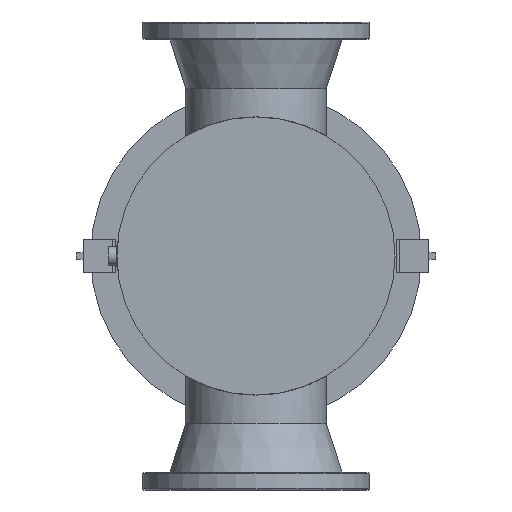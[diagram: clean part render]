
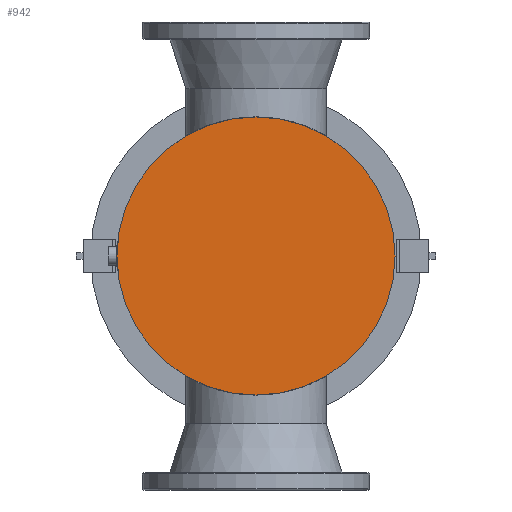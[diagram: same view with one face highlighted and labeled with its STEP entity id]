
A CAD part, front view. The second image highlights one B-rep face of the part: STEP entity #942.
In plain terms, the highlighted planar face has unit normal (0, -1, 0).
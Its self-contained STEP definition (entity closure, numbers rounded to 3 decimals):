
#542 = EDGE_CURVE ( 'NONE', #2106, #821, #2650, .T. ) ;
#821 = VERTEX_POINT ( 'NONE', #4347 ) ;
#942 = ADVANCED_FACE ( 'NONE', ( #9391 ), #4088, .F. ) ;
#1940 = DIRECTION ( 'NONE',  ( 0., -1., 0. ) ) ;
#1961 = EDGE_LOOP ( 'NONE', ( #2328, #3645 ) ) ;
#2106 = VERTEX_POINT ( 'NONE', #3922 ) ;
#2328 = ORIENTED_EDGE ( 'NONE', *, *, #542, .T. ) ;
#2650 = CIRCLE ( 'NONE', #8082, 208. ) ;
#3038 = EDGE_CURVE ( 'NONE', #821, #2106, #9296, .T. ) ;
#3509 = CARTESIAN_POINT ( 'NONE',  ( -52.046, -504.287, 13.392 ) ) ;
#3645 = ORIENTED_EDGE ( 'NONE', *, *, #3038, .T. ) ;
#3720 = AXIS2_PLACEMENT_3D ( 'NONE', #9610, #1940, #9456 ) ;
#3922 = CARTESIAN_POINT ( 'NONE',  ( -52.046, -504.287, -194.608 ) ) ;
#4088 = PLANE ( 'NONE',  #4419 ) ;
#4200 = DIRECTION ( 'NONE',  ( 0., 0., -1. ) ) ;
#4347 = CARTESIAN_POINT ( 'NONE',  ( -52.046, -504.287, 221.392 ) ) ;
#4419 = AXIS2_PLACEMENT_3D ( 'NONE', #5053, #7336, #8084 ) ;
#5053 = CARTESIAN_POINT ( 'NONE',  ( -52.046, -504.287, 13.392 ) ) ;
#7336 = DIRECTION ( 'NONE',  ( 0., 1., 0. ) ) ;
#8082 = AXIS2_PLACEMENT_3D ( 'NONE', #3509, #9604, #4200 ) ;
#8084 = DIRECTION ( 'NONE',  ( 0., 0., 1. ) ) ;
#9296 = CIRCLE ( 'NONE', #3720, 208. ) ;
#9391 = FACE_OUTER_BOUND ( 'NONE', #1961, .T. ) ;
#9456 = DIRECTION ( 'NONE',  ( 0., 0., -1. ) ) ;
#9604 = DIRECTION ( 'NONE',  ( 0., -1., 0. ) ) ;
#9610 = CARTESIAN_POINT ( 'NONE',  ( -52.046, -504.287, 13.392 ) ) ;
